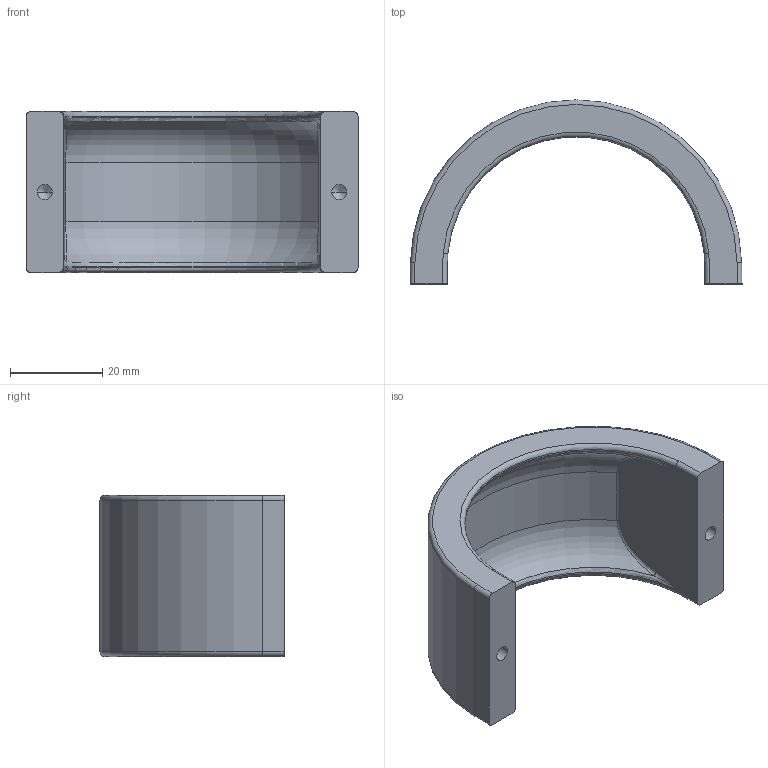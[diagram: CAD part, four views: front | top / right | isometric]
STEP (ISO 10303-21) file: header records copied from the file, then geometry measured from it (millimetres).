
FILE_DESCRIPTION(('Creo Elements/Direct Modeling STEP Export'),'2;1');
FILE_NAME('2035-72.stp','2019-09-18T 9:48:38',(''),(''),'Creo Elements/Direct Modeling STEP processor for AP214 (Solid Model)','Creo Elements/Direct Modeling 20.0 12-Nov-2016 (C) Parametric Technology GmbH','');
FILE_SCHEMA(('AUTOMOTIVE_DESIGN { 1 0 10303 214 1 1 1 1 }'));
Length unit declared in the file: millimetre
Products named in the file (2): 2035-72
Assembly tree (1 placements, depth 2):
  2035-72
    2035-72
Bounding box: 72.15 x 40 x 35 mm (x, y, z)
Volume: 19233.1 mm3; surface area: 10661.9 mm2
Topology: 1 solids, 1 shells, 52 faces, 124 edges, 74 vertices
Faces by surface type: cylinder 20, plane 10, bspline 8, torus 8, cone 4, extrusion 2
Entity records: 6203 total; most frequent: CARTESIAN_POINT 5026, ORIENTED_EDGE 240, DIRECTION 212, EDGE_CURVE 120, AXIS2_PLACEMENT_3D 82, VERTEX_POINT 74, EDGE_LOOP 56, FACE_OUTER_BOUND 52
